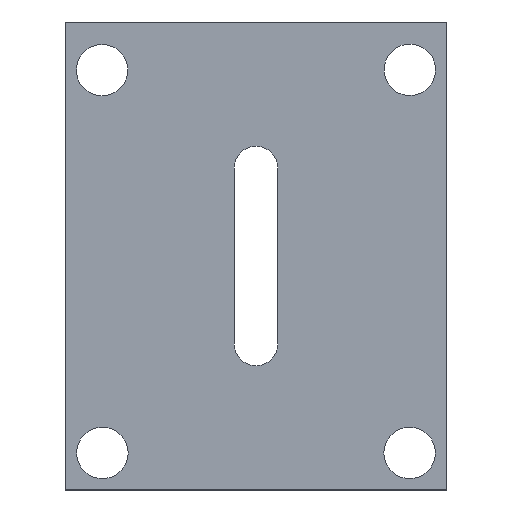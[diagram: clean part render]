
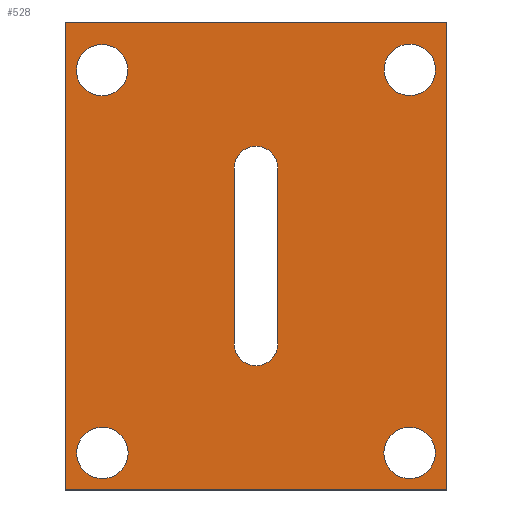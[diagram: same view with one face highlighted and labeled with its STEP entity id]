
A CAD part, top view. The second image highlights one B-rep face of the part: STEP entity #528.
In plain terms, the highlighted planar face has unit normal (0, 0, 1).
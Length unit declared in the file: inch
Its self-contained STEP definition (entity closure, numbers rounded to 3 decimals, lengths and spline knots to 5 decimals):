
#2 = CARTESIAN_POINT ( 'NONE',  ( -183.17587, -171.30271, 0.024 ) ) ;
#3 = CIRCLE ( 'NONE', #511, 0.11 ) ;
#4 = AXIS2_PLACEMENT_3D ( 'NONE', #185, #280, #131 ) ;
#5 = FACE_OUTER_BOUND ( 'NONE', #68, .T. ) ;
#6 = CARTESIAN_POINT ( 'NONE',  ( -181.86091, -171.30095, 0.024 ) ) ;
#15 = DIRECTION ( 'NONE',  ( 0., 0., 1. ) ) ;
#26 = CARTESIAN_POINT ( 'NONE',  ( -182.51819, -172.47177, 0.024 ) ) ;
#29 = VECTOR ( 'NONE', #52, 39.37008 ) ;
#31 = CARTESIAN_POINT ( 'NONE',  ( -182.42444, -171.72177, 0.024 ) ) ;
#39 = VERTEX_POINT ( 'NONE', #75 ) ;
#44 = VERTEX_POINT ( 'NONE', #31 ) ;
#45 = DIRECTION ( 'NONE',  ( 1., 0., 0. ) ) ;
#48 = PLANE ( 'NONE',  #308 ) ;
#50 = VERTEX_POINT ( 'NONE', #371 ) ;
#52 = DIRECTION ( 'NONE',  ( 0., 1., 0. ) ) ;
#53 = CARTESIAN_POINT ( 'NONE',  ( -182.61194, -171.72177, 0.024 ) ) ;
#55 = EDGE_CURVE ( 'NONE', #525, #523, #383, .T. ) ;
#58 = DIRECTION ( 'NONE',  ( 0., 0., -1. ) ) ;
#64 = VERTEX_POINT ( 'NONE', #124 ) ;
#68 = EDGE_LOOP ( 'NONE', ( #91, #454, #136, #468 ) ) ;
#75 = CARTESIAN_POINT ( 'NONE',  ( -181.75091, -171.30095, 0.024 ) ) ;
#77 = VECTOR ( 'NONE', #575, 39.37008 ) ;
#79 = CIRCLE ( 'NONE', #147, 0.09375 ) ;
#81 = ORIENTED_EDGE ( 'NONE', *, *, #347, .F. ) ;
#83 = EDGE_CURVE ( 'NONE', #512, #44, #627, .T. ) ;
#91 = ORIENTED_EDGE ( 'NONE', *, *, #582, .T. ) ;
#95 = FACE_BOUND ( 'NONE', #130, .T. ) ;
#101 = CARTESIAN_POINT ( 'NONE',  ( -183.33315, -171.09677, 0.024 ) ) ;
#105 = CARTESIAN_POINT ( 'NONE',  ( -183.17587, -171.30271, 0.024 ) ) ;
#108 = DIRECTION ( 'NONE',  ( -1., 0., 0. ) ) ;
#112 = EDGE_LOOP ( 'NONE', ( #496, #602 ) ) ;
#116 = VERTEX_POINT ( 'NONE', #150 ) ;
#121 = CARTESIAN_POINT ( 'NONE',  ( -182.61194, -172.47177, 0.024 ) ) ;
#123 = DIRECTION ( 'NONE',  ( 0., 0., -1. ) ) ;
#124 = CARTESIAN_POINT ( 'NONE',  ( -181.97165, -172.93835, 0.024 ) ) ;
#130 = EDGE_LOOP ( 'NONE', ( #161, #81, #605, #384 ) ) ;
#131 = DIRECTION ( 'NONE',  ( 1., 0., 0. ) ) ;
#136 = ORIENTED_EDGE ( 'NONE', *, *, #239, .T. ) ;
#137 = CARTESIAN_POINT ( 'NONE',  ( -182.42444, -172.47177, 0.024 ) ) ;
#147 = AXIS2_PLACEMENT_3D ( 'NONE', #26, #169, #220 ) ;
#150 = CARTESIAN_POINT ( 'NONE',  ( -183.28587, -171.30271, 0.024 ) ) ;
#151 = EDGE_CURVE ( 'NONE', #187, #39, #578, .T. ) ;
#153 = CARTESIAN_POINT ( 'NONE',  ( -181.75165, -172.93835, 0.024 ) ) ;
#158 = CIRCLE ( 'NONE', #4, 0.11 ) ;
#161 = ORIENTED_EDGE ( 'NONE', *, *, #436, .F. ) ;
#169 = DIRECTION ( 'NONE',  ( 0., 0., 1. ) ) ;
#171 = EDGE_CURVE ( 'NONE', #116, #230, #288, .T. ) ;
#180 = CIRCLE ( 'NONE', #326, 0.09375 ) ;
#184 = VERTEX_POINT ( 'NONE', #547 ) ;
#185 = CARTESIAN_POINT ( 'NONE',  ( -181.86091, -171.30095, 0.024 ) ) ;
#187 = VERTEX_POINT ( 'NONE', #197 ) ;
#197 = CARTESIAN_POINT ( 'NONE',  ( -181.97091, -171.30095, 0.024 ) ) ;
#199 = DIRECTION ( 'NONE',  ( 0., -1., 0. ) ) ;
#208 = DIRECTION ( 'NONE',  ( 1., 0., 0. ) ) ;
#210 = DIRECTION ( 'NONE',  ( 1., 0., 0. ) ) ;
#211 = EDGE_LOOP ( 'NONE', ( #262, #416 ) ) ;
#219 = EDGE_CURVE ( 'NONE', #64, #598, #356, .T. ) ;
#220 = DIRECTION ( 'NONE',  ( 1., 0., 0. ) ) ;
#222 = AXIS2_PLACEMENT_3D ( 'NONE', #105, #311, #344 ) ;
#225 = DIRECTION ( 'NONE',  ( 1., 0., 0. ) ) ;
#227 = CARTESIAN_POINT ( 'NONE',  ( -182.61194, -172.47177, 0.024 ) ) ;
#230 = VERTEX_POINT ( 'NONE', #501 ) ;
#235 = DIRECTION ( 'NONE',  ( 0., 0., -1. ) ) ;
#237 = AXIS2_PLACEMENT_3D ( 'NONE', #2, #235, #626 ) ;
#239 = EDGE_CURVE ( 'NONE', #523, #513, #590, .T. ) ;
#243 = CARTESIAN_POINT ( 'NONE',  ( 0., 0., 0.024 ) ) ;
#255 = AXIS2_PLACEMENT_3D ( 'NONE', #302, #394, #210 ) ;
#256 = EDGE_CURVE ( 'NONE', #502, #184, #599, .T. ) ;
#262 = ORIENTED_EDGE ( 'NONE', *, *, #256, .T. ) ;
#264 = EDGE_CURVE ( 'NONE', #44, #625, #180, .T. ) ;
#274 = VERTEX_POINT ( 'NONE', #227 ) ;
#278 = EDGE_LOOP ( 'NONE', ( #556, #427 ) ) ;
#280 = DIRECTION ( 'NONE',  ( 0., 0., -1. ) ) ;
#288 = CIRCLE ( 'NONE', #222, 0.11 ) ;
#295 = CARTESIAN_POINT ( 'NONE',  ( -181.70323, -173.09677, 0.024 ) ) ;
#302 = CARTESIAN_POINT ( 'NONE',  ( -181.86165, -172.93835, 0.024 ) ) ;
#308 = AXIS2_PLACEMENT_3D ( 'NONE', #243, #431, #527 ) ;
#310 = CARTESIAN_POINT ( 'NONE',  ( -183.33315, -171.09677, 0.024 ) ) ;
#311 = DIRECTION ( 'NONE',  ( 0., 0., -1. ) ) ;
#312 = ORIENTED_EDGE ( 'NONE', *, *, #463, .T. ) ;
#324 = DIRECTION ( 'NONE',  ( 1., 0., 0. ) ) ;
#326 = AXIS2_PLACEMENT_3D ( 'NONE', #400, #15, #402 ) ;
#332 = FACE_BOUND ( 'NONE', #278, .T. ) ;
#341 = CARTESIAN_POINT ( 'NONE',  ( -181.70323, -171.09677, 0.024 ) ) ;
#344 = DIRECTION ( 'NONE',  ( 1., 0., 0. ) ) ;
#347 = EDGE_CURVE ( 'NONE', #625, #274, #617, .T. ) ;
#355 = VECTOR ( 'NONE', #225, 39.37008 ) ;
#356 = CIRCLE ( 'NONE', #255, 0.11 ) ;
#364 = EDGE_CURVE ( 'NONE', #184, #502, #3, .T. ) ;
#367 = EDGE_LOOP ( 'NONE', ( #566, #312 ) ) ;
#368 = CARTESIAN_POINT ( 'NONE',  ( -181.86165, -172.93835, 0.024 ) ) ;
#371 = CARTESIAN_POINT ( 'NONE',  ( -183.33315, -171.09677, 0.024 ) ) ;
#383 = LINE ( 'NONE', #474, #355 ) ;
#384 = ORIENTED_EDGE ( 'NONE', *, *, #83, .F. ) ;
#389 = VECTOR ( 'NONE', #555, 39.37008 ) ;
#394 = DIRECTION ( 'NONE',  ( 0., 0., -1. ) ) ;
#396 = LINE ( 'NONE', #310, #589 ) ;
#400 = CARTESIAN_POINT ( 'NONE',  ( -182.51819, -171.72177, 0.024 ) ) ;
#402 = DIRECTION ( 'NONE',  ( 1., 0., 0. ) ) ;
#416 = ORIENTED_EDGE ( 'NONE', *, *, #364, .T. ) ;
#427 = ORIENTED_EDGE ( 'NONE', *, *, #536, .T. ) ;
#431 = DIRECTION ( 'NONE',  ( 0., 0., 1. ) ) ;
#433 = FACE_BOUND ( 'NONE', #211, .T. ) ;
#434 = CIRCLE ( 'NONE', #237, 0.11 ) ;
#436 = EDGE_CURVE ( 'NONE', #274, #512, #79, .T. ) ;
#439 = EDGE_CURVE ( 'NONE', #598, #64, #623, .T. ) ;
#450 = DIRECTION ( 'NONE',  ( 0., 0., -1. ) ) ;
#454 = ORIENTED_EDGE ( 'NONE', *, *, #55, .T. ) ;
#455 = CARTESIAN_POINT ( 'NONE',  ( -183.17472, -172.93835, 0.024 ) ) ;
#463 = EDGE_CURVE ( 'NONE', #39, #187, #158, .T. ) ;
#468 = ORIENTED_EDGE ( 'NONE', *, *, #603, .T. ) ;
#474 = CARTESIAN_POINT ( 'NONE',  ( -183.33315, -173.09677, 0.024 ) ) ;
#486 = AXIS2_PLACEMENT_3D ( 'NONE', #612, #450, #208 ) ;
#491 = CARTESIAN_POINT ( 'NONE',  ( -181.70323, -171.09677, 0.024 ) ) ;
#496 = ORIENTED_EDGE ( 'NONE', *, *, #219, .T. ) ;
#501 = CARTESIAN_POINT ( 'NONE',  ( -183.06587, -171.30271, 0.024 ) ) ;
#502 = VERTEX_POINT ( 'NONE', #581 ) ;
#511 = AXIS2_PLACEMENT_3D ( 'NONE', #455, #123, #324 ) ;
#512 = VERTEX_POINT ( 'NONE', #137 ) ;
#513 = VERTEX_POINT ( 'NONE', #341 ) ;
#522 = VECTOR ( 'NONE', #108, 39.37008 ) ;
#523 = VERTEX_POINT ( 'NONE', #295 ) ;
#525 = VERTEX_POINT ( 'NONE', #620 ) ;
#527 = DIRECTION ( 'NONE',  ( 1., 0., 0. ) ) ;
#528 = ADVANCED_FACE ( 'NONE', ( #332, #571, #433, #535, #95, #5 ), #48, .T. ) ;
#535 = FACE_BOUND ( 'NONE', #367, .T. ) ;
#536 = EDGE_CURVE ( 'NONE', #230, #116, #434, .T. ) ;
#539 = AXIS2_PLACEMENT_3D ( 'NONE', #6, #58, #544 ) ;
#544 = DIRECTION ( 'NONE',  ( 1., 0., 0. ) ) ;
#546 = LINE ( 'NONE', #101, #522 ) ;
#547 = CARTESIAN_POINT ( 'NONE',  ( -183.06472, -172.93835, 0.024 ) ) ;
#555 = DIRECTION ( 'NONE',  ( 0., -1., 0. ) ) ;
#556 = ORIENTED_EDGE ( 'NONE', *, *, #171, .T. ) ;
#561 = DIRECTION ( 'NONE',  ( 0., 0., -1. ) ) ;
#566 = ORIENTED_EDGE ( 'NONE', *, *, #151, .T. ) ;
#571 = FACE_BOUND ( 'NONE', #112, .T. ) ;
#575 = DIRECTION ( 'NONE',  ( 0., 1., 0. ) ) ;
#578 = CIRCLE ( 'NONE', #539, 0.11 ) ;
#581 = CARTESIAN_POINT ( 'NONE',  ( -183.28472, -172.93835, 0.024 ) ) ;
#582 = EDGE_CURVE ( 'NONE', #50, #525, #396, .T. ) ;
#589 = VECTOR ( 'NONE', #199, 39.37008 ) ;
#590 = LINE ( 'NONE', #491, #29 ) ;
#598 = VERTEX_POINT ( 'NONE', #153 ) ;
#599 = CIRCLE ( 'NONE', #486, 0.11 ) ;
#601 = AXIS2_PLACEMENT_3D ( 'NONE', #368, #561, #45 ) ;
#602 = ORIENTED_EDGE ( 'NONE', *, *, #439, .T. ) ;
#603 = EDGE_CURVE ( 'NONE', #513, #50, #546, .T. ) ;
#605 = ORIENTED_EDGE ( 'NONE', *, *, #264, .F. ) ;
#612 = CARTESIAN_POINT ( 'NONE',  ( -183.17472, -172.93835, 0.024 ) ) ;
#617 = LINE ( 'NONE', #121, #389 ) ;
#618 = CARTESIAN_POINT ( 'NONE',  ( -182.42444, -172.47177, 0.024 ) ) ;
#620 = CARTESIAN_POINT ( 'NONE',  ( -183.33315, -173.09677, 0.024 ) ) ;
#623 = CIRCLE ( 'NONE', #601, 0.11 ) ;
#625 = VERTEX_POINT ( 'NONE', #53 ) ;
#626 = DIRECTION ( 'NONE',  ( 1., 0., 0. ) ) ;
#627 = LINE ( 'NONE', #618, #77 ) ;
